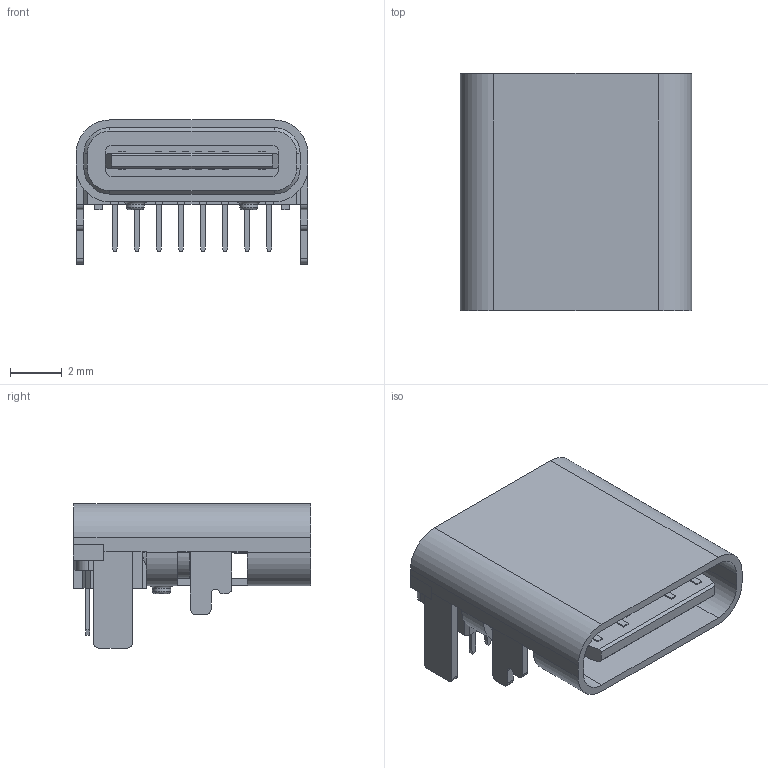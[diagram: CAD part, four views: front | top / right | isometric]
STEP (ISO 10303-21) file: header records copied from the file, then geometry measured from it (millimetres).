
FILE_DESCRIPTION(('FreeCAD Model'),'2;1');
FILE_NAME('Open CASCADE Shape Model','2024-05-26T11:01:14',( 'kicad StepUp'),('ksu MCAD'),'Open CASCADE STEP processor 7.6', 'FreeCAD','Unknown');
FILE_SCHEMA(('AUTOMOTIVE_DESIGN { 1 0 10303 214 1 1 1 1 }'));
Length unit declared in the file: millimetre
Products named in the file (1): USB_C_Receptacle_GCT_USB4085
Bounding box: 8.94 x 9.17 x 5.56 mm (x, y, z)
Volume: 169.3 mm3; surface area: 628.6 mm2
Topology: 34 solids, 34 shells, 515 faces, 1243 edges, 796 vertices
Faces by surface type: plane 459, cylinder 48, torus 4, cone 4
Full cylindrical faces by diameter (mm): 0.7 x2
Entity records: 18538 total; most frequent: CARTESIAN_POINT 2555, ORIENTED_EDGE 2486, DIRECTION 2387, EDGE_CURVE 1243, LINE 1131, VECTOR 1131, VERTEX_POINT 796, AXIS2_PLACEMENT_3D 628
